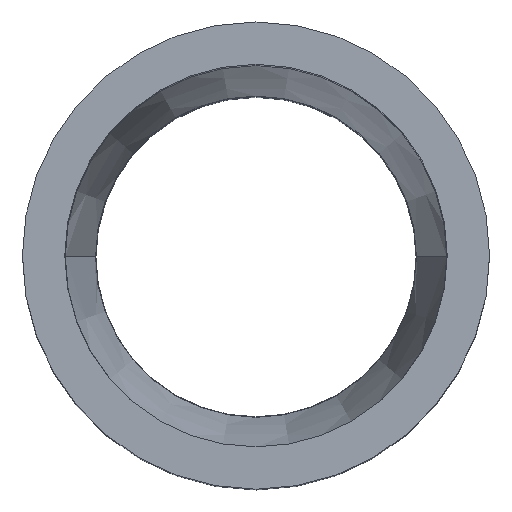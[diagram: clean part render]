
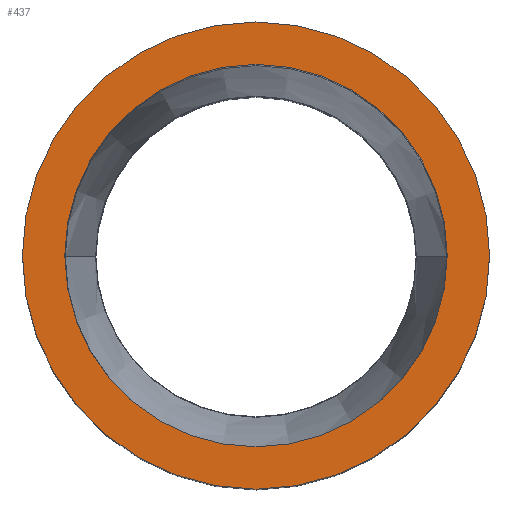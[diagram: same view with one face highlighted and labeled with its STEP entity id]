
A CAD part, top view. The second image highlights one B-rep face of the part: STEP entity #437.
In plain terms, the highlighted planar face has unit normal (0, 0, 1).
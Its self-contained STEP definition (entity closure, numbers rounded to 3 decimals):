
#22 = VERTEX_POINT ( 'NONE', #651 ) ;
#31 = DIRECTION ( 'NONE',  ( 0., 0., -1. ) ) ;
#32 = CIRCLE ( 'NONE', #613, 37.5 ) ;
#44 = CIRCLE ( 'NONE', #625, 30.7 ) ;
#76 = ORIENTED_EDGE ( 'NONE', *, *, #286, .T. ) ;
#78 = CARTESIAN_POINT ( 'NONE',  ( 0., 0., 88.167 ) ) ;
#81 = DIRECTION ( 'NONE',  ( -1., 0., 0. ) ) ;
#88 = DIRECTION ( 'NONE',  ( 0., 0., 1. ) ) ;
#133 = FACE_BOUND ( 'NONE', #512, .T. ) ;
#135 = FACE_OUTER_BOUND ( 'NONE', #483, .T. ) ;
#175 = DIRECTION ( 'NONE',  ( -1., 0., 0. ) ) ;
#179 = CIRCLE ( 'NONE', #475, 30.7 ) ;
#180 = CIRCLE ( 'NONE', #499, 37.5 ) ;
#188 = PLANE ( 'NONE',  #655 ) ;
#192 = DIRECTION ( 'NONE',  ( 1., 0., 0. ) ) ;
#234 = CARTESIAN_POINT ( 'NONE',  ( -37.5, 0., 88.167 ) ) ;
#247 = CARTESIAN_POINT ( 'NONE',  ( -30.7, 0., 88.167 ) ) ;
#284 = DIRECTION ( 'NONE',  ( 0., 0., -1. ) ) ;
#286 = EDGE_CURVE ( 'NONE', #570, #554, #179, .T. ) ;
#295 = EDGE_CURVE ( 'NONE', #554, #570, #44, .T. ) ;
#298 = EDGE_CURVE ( 'NONE', #367, #22, #32, .T. ) ;
#300 = ORIENTED_EDGE ( 'NONE', *, *, #298, .F. ) ;
#326 = DIRECTION ( 'NONE',  ( 0., 0., -1. ) ) ;
#338 = ORIENTED_EDGE ( 'NONE', *, *, #295, .T. ) ;
#367 = VERTEX_POINT ( 'NONE', #234 ) ;
#377 = CARTESIAN_POINT ( 'NONE',  ( 0., 0., 88.167 ) ) ;
#435 = DIRECTION ( 'NONE',  ( -1., 0., 0. ) ) ;
#437 = ADVANCED_FACE ( 'NONE', ( #133, #135 ), #188, .T. ) ;
#475 = AXIS2_PLACEMENT_3D ( 'NONE', #633, #571, #175 ) ;
#483 = EDGE_LOOP ( 'NONE', ( #300, #574 ) ) ;
#495 = CARTESIAN_POINT ( 'NONE',  ( -30.7, 0., 88.167 ) ) ;
#499 = AXIS2_PLACEMENT_3D ( 'NONE', #597, #31, #435 ) ;
#506 = EDGE_CURVE ( 'NONE', #22, #367, #180, .T. ) ;
#512 = EDGE_LOOP ( 'NONE', ( #338, #76 ) ) ;
#528 = DIRECTION ( 'NONE',  ( -1., 0., 0. ) ) ;
#553 = CARTESIAN_POINT ( 'NONE',  ( 30.7, 0., 88.167 ) ) ;
#554 = VERTEX_POINT ( 'NONE', #495 ) ;
#570 = VERTEX_POINT ( 'NONE', #553 ) ;
#571 = DIRECTION ( 'NONE',  ( 0., 0., -1. ) ) ;
#574 = ORIENTED_EDGE ( 'NONE', *, *, #506, .F. ) ;
#597 = CARTESIAN_POINT ( 'NONE',  ( 0., 0., 88.167 ) ) ;
#613 = AXIS2_PLACEMENT_3D ( 'NONE', #377, #284, #81 ) ;
#625 = AXIS2_PLACEMENT_3D ( 'NONE', #78, #326, #528 ) ;
#633 = CARTESIAN_POINT ( 'NONE',  ( 0., 0., 88.167 ) ) ;
#651 = CARTESIAN_POINT ( 'NONE',  ( 37.5, 0., 88.167 ) ) ;
#655 = AXIS2_PLACEMENT_3D ( 'NONE', #247, #88, #192 ) ;
